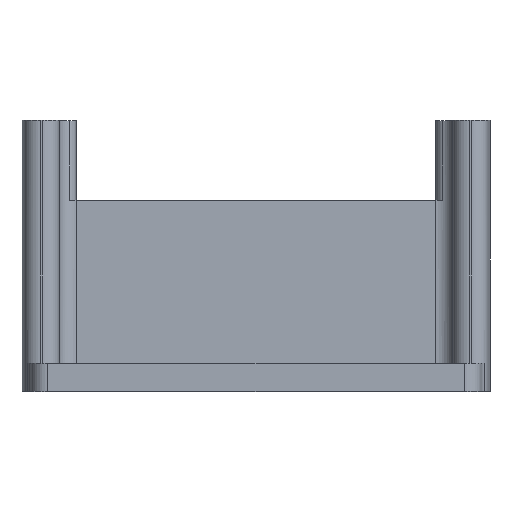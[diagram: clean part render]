
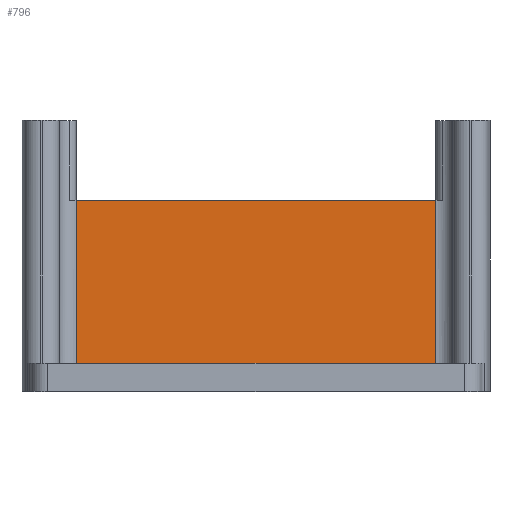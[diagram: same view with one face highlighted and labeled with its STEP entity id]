
A CAD part, top view. The second image highlights one B-rep face of the part: STEP entity #796.
In plain terms, the highlighted planar face has unit normal (0, 0, 1).
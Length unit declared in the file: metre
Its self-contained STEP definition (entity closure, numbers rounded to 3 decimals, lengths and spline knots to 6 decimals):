
#196=ORIENTED_EDGE('',*,*,#400,.F.);
#197=ORIENTED_EDGE('',*,*,#403,.T.);
#198=ORIENTED_EDGE('',*,*,#404,.T.);
#199=ORIENTED_EDGE('',*,*,#341,.T.);
#341=EDGE_CURVE('',#456,#457,#534,.T.);
#400=EDGE_CURVE('',#500,#457,#569,.T.);
#403=EDGE_CURVE('',#500,#502,#571,.T.);
#404=EDGE_CURVE('',#502,#456,#572,.T.);
#456=VERTEX_POINT('',#1220);
#457=VERTEX_POINT('',#1221);
#500=VERTEX_POINT('',#1336);
#502=VERTEX_POINT('',#1343);
#534=LINE('',#1219,#610);
#569=LINE('',#1337,#645);
#571=LINE('',#1342,#647);
#572=LINE('',#1344,#648);
#610=VECTOR('',#965,1.);
#645=VECTOR('',#1076,1.);
#647=VECTOR('',#1082,1.);
#648=VECTOR('',#1083,1.);
#690=EDGE_LOOP('',(#196,#197,#198,#199));
#732=FACE_BOUND('',#690,.T.);
#764=PLANE('',#883);
#796=ADVANCED_FACE('',(#732),#764,.F.);
#883=AXIS2_PLACEMENT_3D('',#1341,#1080,#1081);
#965=DIRECTION('',(-1.,0.,0.));
#1076=DIRECTION('',(0.,1.,0.));
#1080=DIRECTION('',(0.,0.,-1.));
#1081=DIRECTION('',(-1.,0.,0.));
#1082=DIRECTION('',(1.,0.,0.));
#1083=DIRECTION('',(0.,1.,0.));
#1219=CARTESIAN_POINT('',(0.0005,-0.233008,0.0043));
#1220=CARTESIAN_POINT('',(0.0325,-0.233008,0.0043));
#1221=CARTESIAN_POINT('',(-0.0315,-0.233008,0.0043));
#1336=CARTESIAN_POINT('',(-0.0315,-0.262,0.0043));
#1337=CARTESIAN_POINT('',(-0.0315,-0.267002,0.0043));
#1341=CARTESIAN_POINT('',(0.0005,-0.267002,0.0043));
#1342=CARTESIAN_POINT('',(0.0005,-0.262,0.0043));
#1343=CARTESIAN_POINT('',(0.0325,-0.262,0.0043));
#1344=CARTESIAN_POINT('',(0.0325,-0.267002,0.0043));
